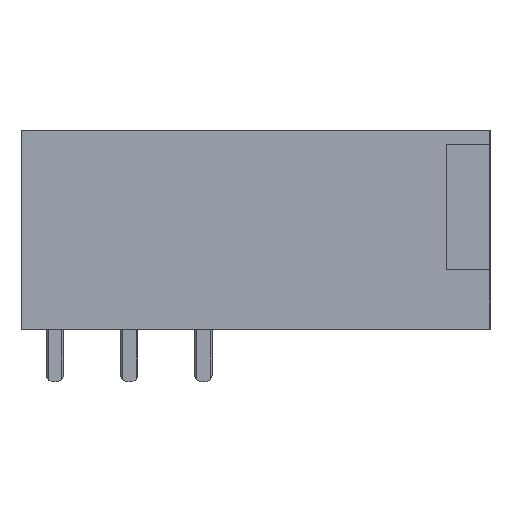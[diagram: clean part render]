
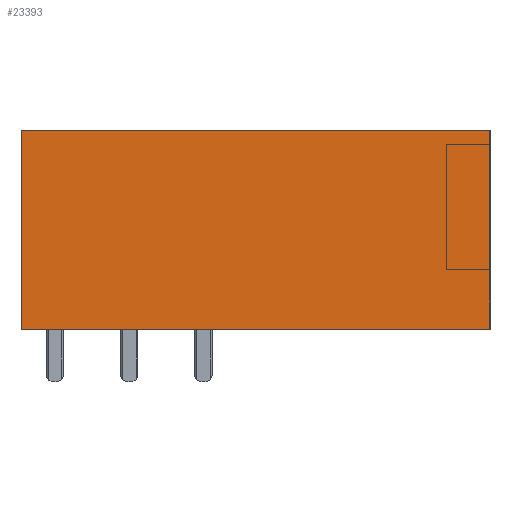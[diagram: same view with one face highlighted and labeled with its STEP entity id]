
A CAD part, left-side view. The second image highlights one B-rep face of the part: STEP entity #23393.
In plain terms, the highlighted planar face has unit normal (-1, 0, 0).
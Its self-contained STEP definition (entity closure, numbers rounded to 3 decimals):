
#23385=AXIS2_PLACEMENT_3D('Plane Axis2P3D',#23382,#23383,#23384) ;
#872=CARTESIAN_POINT('Vertex',(0.,0.,17.2)) ;
#875=CARTESIAN_POINT('Line Origine',(0.,0.,10.4)) ;
#879=CARTESIAN_POINT('Vertex',(0.,0.,3.6)) ;
#12614=CARTESIAN_POINT('Vertex',(0.,32.,3.6)) ;
#12617=CARTESIAN_POINT('Line Origine',(0.,32.,10.4)) ;
#12621=CARTESIAN_POINT('Vertex',(0.,32.,17.2)) ;
#21378=CARTESIAN_POINT('Line Origine',(0.,16.,3.6)) ;
#23068=CARTESIAN_POINT('Line Origine',(0.,16.,17.2)) ;
#23382=CARTESIAN_POINT('Axis2P3D Location',(0.,0.,0.)) ;
#876=DIRECTION('Vector Direction',(0.,0.,-1.)) ;
#12618=DIRECTION('Vector Direction',(0.,0.,1.)) ;
#21379=DIRECTION('Vector Direction',(0.,1.,0.)) ;
#23069=DIRECTION('Vector Direction',(0.,-1.,0.)) ;
#23383=DIRECTION('Axis2P3D Direction',(-1.,0.,0.)) ;
#23384=DIRECTION('Axis2P3D XDirection',(0.,0.,1.)) ;
#877=VECTOR('Line Direction',#876,1.) ;
#12619=VECTOR('Line Direction',#12618,1.) ;
#21380=VECTOR('Line Direction',#21379,1.) ;
#23070=VECTOR('Line Direction',#23069,1.) ;
#23388=ORIENTED_EDGE('',*,*,#881,.T.) ;
#23389=ORIENTED_EDGE('',*,*,#23072,.T.) ;
#23390=ORIENTED_EDGE('',*,*,#12623,.T.) ;
#23391=ORIENTED_EDGE('',*,*,#21382,.T.) ;
#23393=ADVANCED_FACE('Housing',(#23392),#23386,.T.) ;
#881=EDGE_CURVE('',#880,#873,#878,.F.) ;
#12623=EDGE_CURVE('',#12622,#12615,#12620,.F.) ;
#21382=EDGE_CURVE('',#12615,#880,#21381,.F.) ;
#23072=EDGE_CURVE('',#873,#12622,#23071,.F.) ;
#23387=EDGE_LOOP('',(#23388,#23389,#23390,#23391)) ;
#23392=FACE_OUTER_BOUND('',#23387,.T.) ;
#878=LINE('Line',#875,#877) ;
#12620=LINE('Line',#12617,#12619) ;
#21381=LINE('Line',#21378,#21380) ;
#23071=LINE('Line',#23068,#23070) ;
#23386=PLANE('',#23385) ;
#873=VERTEX_POINT('',#872) ;
#880=VERTEX_POINT('',#879) ;
#12615=VERTEX_POINT('',#12614) ;
#12622=VERTEX_POINT('',#12621) ;
